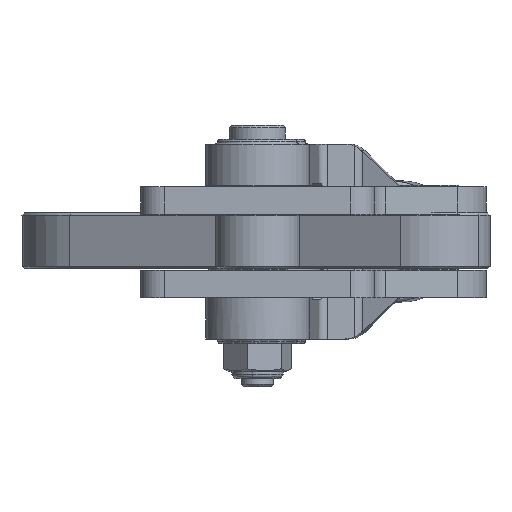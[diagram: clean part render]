
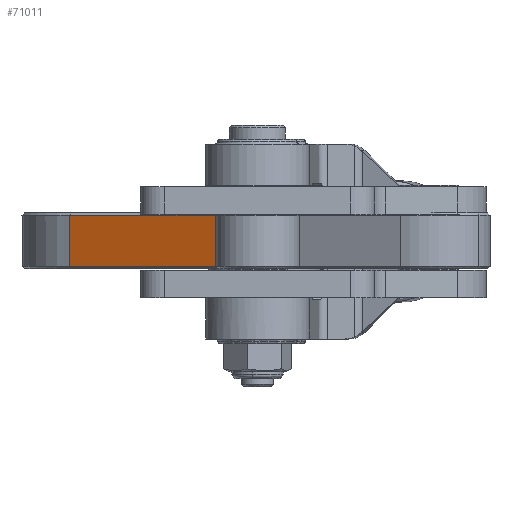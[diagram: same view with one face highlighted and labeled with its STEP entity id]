
A CAD part, front view. The second image highlights one B-rep face of the part: STEP entity #71011.
In plain terms, the highlighted face is planar.
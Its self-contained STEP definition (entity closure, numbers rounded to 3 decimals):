
#3320 = CARTESIAN_POINT ( 'NONE',  ( -8.747, 37.871, 6. ) ) ;
#3464 = EDGE_CURVE ( 'NONE', #30215, #60703, #70087, .T. ) ;
#6620 = ORIENTED_EDGE ( 'NONE', *, *, #61796, .T. ) ;
#6671 = DIRECTION ( 'NONE',  ( 0., 0., 1. ) ) ;
#10072 = DIRECTION ( 'NONE',  ( 0.428, 0.904, 0. ) ) ;
#15243 = VECTOR ( 'NONE', #6671, 1000. ) ;
#17691 = CARTESIAN_POINT ( 'NONE',  ( -8.747, 37.871, 5.5 ) ) ;
#21091 = CARTESIAN_POINT ( 'NONE',  ( -8.747, 37.871, -5.5 ) ) ;
#26286 = CARTESIAN_POINT ( 'NONE',  ( -50.023, 57.402, -5.5 ) ) ;
#29005 = VERTEX_POINT ( 'NONE', #29049 ) ;
#29049 = CARTESIAN_POINT ( 'NONE',  ( -8.747, 37.871, 5.5 ) ) ;
#30215 = VERTEX_POINT ( 'NONE', #26286 ) ;
#30674 = VERTEX_POINT ( 'NONE', #45007 ) ;
#30886 = CARTESIAN_POINT ( 'NONE',  ( -8.747, 37.871, 6. ) ) ;
#33251 = LINE ( 'NONE', #53726, #15243 ) ;
#33597 = LINE ( 'NONE', #30886, #80699 ) ;
#34558 = EDGE_LOOP ( 'NONE', ( #53977, #41719, #48457, #6620 ) ) ;
#38486 = EDGE_CURVE ( 'NONE', #30674, #29005, #69682, .T. ) ;
#41719 = ORIENTED_EDGE ( 'NONE', *, *, #63816, .F. ) ;
#43655 = PLANE ( 'NONE',  #66721 ) ;
#45007 = CARTESIAN_POINT ( 'NONE',  ( -50.023, 57.402, 5.5 ) ) ;
#48457 = ORIENTED_EDGE ( 'NONE', *, *, #3464, .T. ) ;
#53726 = CARTESIAN_POINT ( 'NONE',  ( -50.023, 57.402, 6. ) ) ;
#53977 = ORIENTED_EDGE ( 'NONE', *, *, #38486, .F. ) ;
#57141 = DIRECTION ( 'NONE',  ( -0.904, 0.428, 0. ) ) ;
#60703 = VERTEX_POINT ( 'NONE', #21091 ) ;
#61796 = EDGE_CURVE ( 'NONE', #60703, #29005, #33597, .T. ) ;
#62948 = FACE_OUTER_BOUND ( 'NONE', #34558, .T. ) ;
#63816 = EDGE_CURVE ( 'NONE', #30215, #30674, #33251, .T. ) ;
#66721 = AXIS2_PLACEMENT_3D ( 'NONE', #3320, #10072, #57141 ) ;
#67568 = VECTOR ( 'NONE', #78155, 1000. ) ;
#69682 = LINE ( 'NONE', #17691, #67568 ) ;
#70087 = LINE ( 'NONE', #70204, #81579 ) ;
#70204 = CARTESIAN_POINT ( 'NONE',  ( -50.023, 57.402, -5.5 ) ) ;
#71011 = ADVANCED_FACE ( 'NONE', ( #62948 ), #43655, .F. ) ;
#71042 = DIRECTION ( 'NONE',  ( 0., 0., 1. ) ) ;
#73205 = DIRECTION ( 'NONE',  ( 0.904, -0.428, 0. ) ) ;
#78155 = DIRECTION ( 'NONE',  ( 0.904, -0.428, 0. ) ) ;
#80699 = VECTOR ( 'NONE', #71042, 1000. ) ;
#81579 = VECTOR ( 'NONE', #73205, 1000. ) ;
